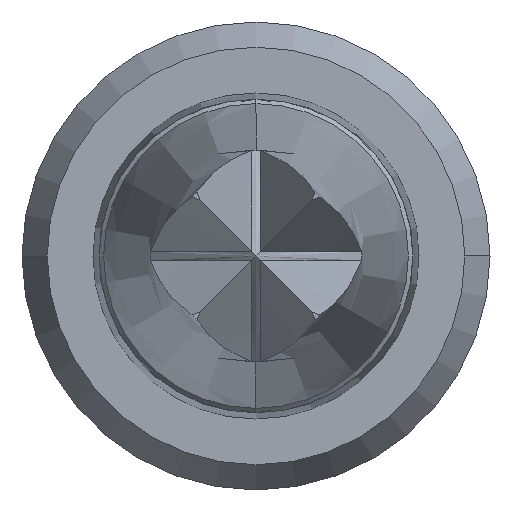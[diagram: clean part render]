
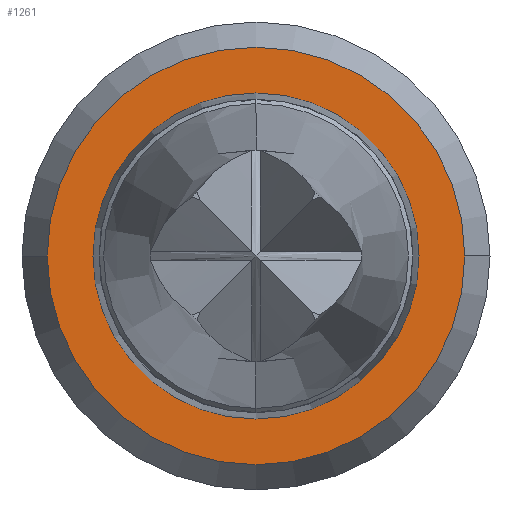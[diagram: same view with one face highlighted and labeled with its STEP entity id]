
A CAD part, left-side view. The second image highlights one B-rep face of the part: STEP entity #1261.
In plain terms, the highlighted planar face has unit normal (-1, 0, 0).
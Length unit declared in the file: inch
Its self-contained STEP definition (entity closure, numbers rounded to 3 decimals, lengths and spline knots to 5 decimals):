
#21 = ORIENTED_EDGE ( 'NONE', *, *, #942, .F. ) ;
#24 = ORIENTED_EDGE ( 'NONE', *, *, #928, .T. ) ;
#25 = ORIENTED_EDGE ( 'NONE', *, *, #1203, .F. ) ;
#115 = CIRCLE ( 'NONE', #642, 0.01874 ) ;
#125 = CIRCLE ( 'NONE', #582, 0.024 ) ;
#143 = CIRCLE ( 'NONE', #598, 0.01874 ) ;
#215 = ORIENTED_EDGE ( 'NONE', *, *, #835, .T. ) ;
#266 = AXIS2_PLACEMENT_3D ( 'NONE', #420, #1008, #1015 ) ;
#290 = CARTESIAN_POINT ( 'NONE',  ( 0., 0., 0. ) ) ;
#294 = FACE_BOUND ( 'NONE', #1137, .T. ) ;
#308 = VERTEX_POINT ( 'NONE', #538 ) ;
#372 = FACE_OUTER_BOUND ( 'NONE', #1133, .T. ) ;
#420 = CARTESIAN_POINT ( 'NONE',  ( 0., 0., 0. ) ) ;
#425 = AXIS2_PLACEMENT_3D ( 'NONE', #752, #762, #765 ) ;
#538 = CARTESIAN_POINT ( 'NONE',  ( 0., -0.024, 0. ) ) ;
#582 = AXIS2_PLACEMENT_3D ( 'NONE', #1004, #1300, #1060 ) ;
#598 = AXIS2_PLACEMENT_3D ( 'NONE', #290, #918, #925 ) ;
#642 = AXIS2_PLACEMENT_3D ( 'NONE', #722, #727, #731 ) ;
#701 = PLANE ( 'NONE',  #425 ) ;
#722 = CARTESIAN_POINT ( 'NONE',  ( 0., 0., 0. ) ) ;
#727 = DIRECTION ( 'NONE',  ( 1., 0., 0. ) ) ;
#731 = DIRECTION ( 'NONE',  ( 0., -1., 0. ) ) ;
#752 = CARTESIAN_POINT ( 'NONE',  ( 0., 0.024, 0. ) ) ;
#762 = DIRECTION ( 'NONE',  ( -1., 0., 0. ) ) ;
#765 = DIRECTION ( 'NONE',  ( 0., -1., 0. ) ) ;
#785 = CIRCLE ( 'NONE', #266, 0.024 ) ;
#835 = EDGE_CURVE ( 'NONE', #983, #996, #115, .T. ) ;
#918 = DIRECTION ( 'NONE',  ( 1., 0., 0. ) ) ;
#925 = DIRECTION ( 'NONE',  ( 0., -1., 0. ) ) ;
#928 = EDGE_CURVE ( 'NONE', #996, #983, #143, .T. ) ;
#942 = EDGE_CURVE ( 'NONE', #308, #1051, #125, .T. ) ;
#983 = VERTEX_POINT ( 'NONE', #1498 ) ;
#996 = VERTEX_POINT ( 'NONE', #1539 ) ;
#1004 = CARTESIAN_POINT ( 'NONE',  ( 0., 0., 0. ) ) ;
#1008 = DIRECTION ( 'NONE',  ( 1., 0., 0. ) ) ;
#1015 = DIRECTION ( 'NONE',  ( 0., 1., 0. ) ) ;
#1051 = VERTEX_POINT ( 'NONE', #1353 ) ;
#1060 = DIRECTION ( 'NONE',  ( 0., 1., 0. ) ) ;
#1133 = EDGE_LOOP ( 'NONE', ( #25, #21 ) ) ;
#1137 = EDGE_LOOP ( 'NONE', ( #215, #24 ) ) ;
#1203 = EDGE_CURVE ( 'NONE', #1051, #308, #785, .T. ) ;
#1261 = ADVANCED_FACE ( 'NONE', ( #294, #372 ), #701, .T. ) ;
#1300 = DIRECTION ( 'NONE',  ( 1., 0., 0. ) ) ;
#1353 = CARTESIAN_POINT ( 'NONE',  ( 0., 0.024, 0. ) ) ;
#1498 = CARTESIAN_POINT ( 'NONE',  ( 0., 0., -0.01874 ) ) ;
#1539 = CARTESIAN_POINT ( 'NONE',  ( 0., 0., 0.01874 ) ) ;
